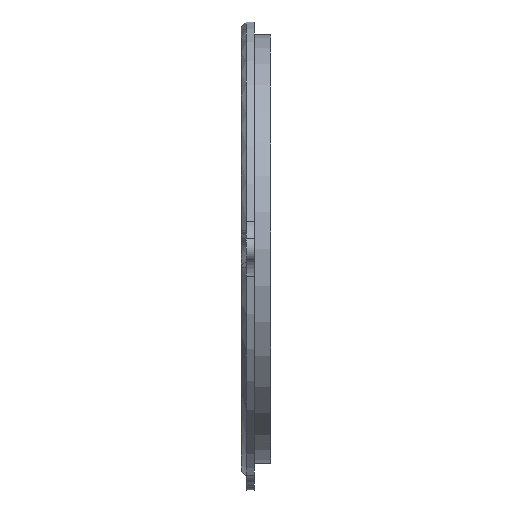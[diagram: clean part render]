
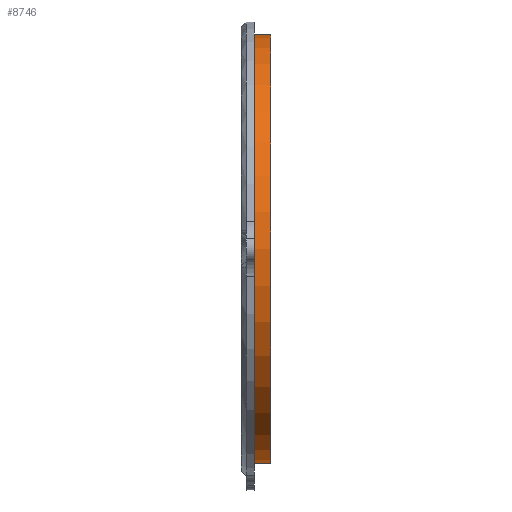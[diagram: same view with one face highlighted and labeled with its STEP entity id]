
A CAD part, front view. The second image highlights one B-rep face of the part: STEP entity #8746.
In plain terms, the highlighted cylindrical face has radius 65.8 mm (diameter 131.6 mm), a full revolution.
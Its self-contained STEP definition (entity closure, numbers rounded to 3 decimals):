
#1459=FACE_OUTER_BOUND('',#1975,.T.);
#1975=EDGE_LOOP('',(#8220,#8221,#8222,#8223));
#2727=LINE('',#17069,#3467);
#3467=VECTOR('',#10400,65.8);
#3537=CIRCLE('',#9061,65.8);
#3538=CIRCLE('',#9062,65.8);
#4393=VERTEX_POINT('',#17066);
#4394=VERTEX_POINT('',#17068);
#5676=EDGE_CURVE('',#4393,#4393,#3537,.T.);
#5677=EDGE_CURVE('',#4393,#4394,#2727,.T.);
#5678=EDGE_CURVE('',#4394,#4394,#3538,.T.);
#8220=ORIENTED_EDGE('',*,*,#5676,.F.);
#8221=ORIENTED_EDGE('',*,*,#5677,.T.);
#8222=ORIENTED_EDGE('',*,*,#5678,.F.);
#8223=ORIENTED_EDGE('',*,*,#5677,.F.);
#8277=CYLINDRICAL_SURFACE('',#9060,65.8);
#8746=ADVANCED_FACE('',(#1459),#8277,.T.);
#9060=AXIS2_PLACEMENT_3D('',#17065,#10396,#10397);
#9061=AXIS2_PLACEMENT_3D('',#17067,#10398,#10399);
#9062=AXIS2_PLACEMENT_3D('',#17070,#10401,#10402);
#10396=DIRECTION('center_axis',(1.,0.,0.));
#10397=DIRECTION('ref_axis',(0.,0.,-1.));
#10398=DIRECTION('center_axis',(1.,0.,0.));
#10399=DIRECTION('ref_axis',(0.,0.,-1.));
#10400=DIRECTION('',(-1.,0.,0.));
#10401=DIRECTION('center_axis',(-1.,0.,0.));
#10402=DIRECTION('ref_axis',(0.,0.,-1.));
#17065=CARTESIAN_POINT('Origin',(-86.,10.,0.));
#17066=CARTESIAN_POINT('',(-81.,10.,65.8));
#17067=CARTESIAN_POINT('Origin',(-81.,10.,0.));
#17068=CARTESIAN_POINT('',(-86.,10.,65.8));
#17069=CARTESIAN_POINT('',(-86.,10.,65.8));
#17070=CARTESIAN_POINT('Origin',(-86.,10.,0.));
